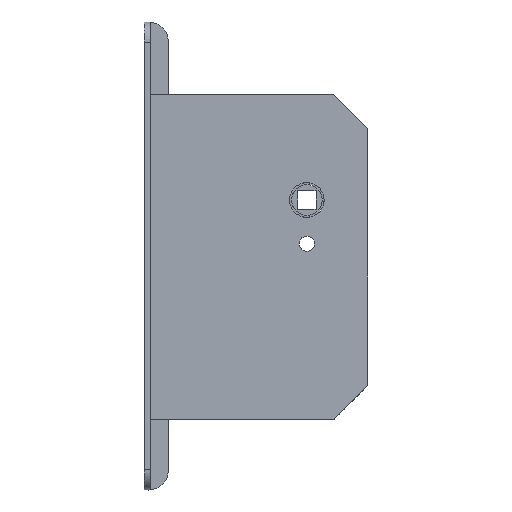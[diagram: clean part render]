
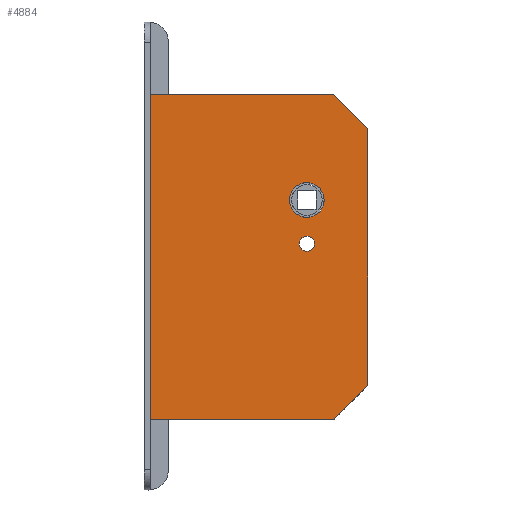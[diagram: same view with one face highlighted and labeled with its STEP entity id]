
A CAD part, top view. The second image highlights one B-rep face of the part: STEP entity #4884.
In plain terms, the highlighted planar face has unit normal (0, 0, 1).
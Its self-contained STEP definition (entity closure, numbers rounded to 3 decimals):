
#450 = CARTESIAN_POINT ( 'NONE',  ( -77., -108., 7.75 ) ) ;
#773 = CARTESIAN_POINT ( 'NONE',  ( 0., -21.5, 7.75 ) ) ;
#840 = VERTEX_POINT ( 'NONE', #11277 ) ;
#842 = EDGE_CURVE ( 'NONE', #8003, #6406, #10509, .T. ) ;
#865 = CARTESIAN_POINT ( 'NONE',  ( -77., 52., 7.75 ) ) ;
#964 = ORIENTED_EDGE ( 'NONE', *, *, #7245, .F. ) ;
#1209 = EDGE_CURVE ( 'NONE', #8068, #7535, #7534, .T. ) ;
#1226 = CARTESIAN_POINT ( 'NONE',  ( 0., 0., 7.75 ) ) ;
#1311 = DIRECTION ( 'NONE',  ( 0., 1., 0. ) ) ;
#1331 = CARTESIAN_POINT ( 'NONE',  ( -77., -108., 7.75 ) ) ;
#1334 = DIRECTION ( 'NONE',  ( -1., 0., 0. ) ) ;
#1472 = CARTESIAN_POINT ( 'NONE',  ( 0., -21.5, 7.75 ) ) ;
#1551 = CARTESIAN_POINT ( 'NONE',  ( 0., 0., 7.75 ) ) ;
#1830 = VECTOR ( 'NONE', #1334, 1000. ) ;
#1896 = CARTESIAN_POINT ( 'NONE',  ( 30., -91., 7.75 ) ) ;
#1954 = ORIENTED_EDGE ( 'NONE', *, *, #842, .F. ) ;
#2246 = CARTESIAN_POINT ( 'NONE',  ( 13., -108., 7.75 ) ) ;
#2266 = CARTESIAN_POINT ( 'NONE',  ( 8.5, 0., 7.75 ) ) ;
#2692 = ORIENTED_EDGE ( 'NONE', *, *, #11168, .T. ) ;
#3001 = LINE ( 'NONE', #8429, #5933 ) ;
#3141 = EDGE_LOOP ( 'NONE', ( #964, #5991 ) ) ;
#3226 = CARTESIAN_POINT ( 'NONE',  ( 3.75, -21.5, 7.75 ) ) ;
#3240 = DIRECTION ( 'NONE',  ( 1., 0., 0. ) ) ;
#3268 = DIRECTION ( 'NONE',  ( 1., 0., 0. ) ) ;
#3274 = ORIENTED_EDGE ( 'NONE', *, *, #6720, .T. ) ;
#3297 = FACE_BOUND ( 'NONE', #9188, .T. ) ;
#3391 = ORIENTED_EDGE ( 'NONE', *, *, #9246, .T. ) ;
#3645 = AXIS2_PLACEMENT_3D ( 'NONE', #1551, #8697, #3240 ) ;
#3968 = DIRECTION ( 'NONE',  ( 0., 0., 1. ) ) ;
#4039 = LINE ( 'NONE', #7457, #8029 ) ;
#4041 = AXIS2_PLACEMENT_3D ( 'NONE', #1226, #9361, #10078 ) ;
#4109 = VERTEX_POINT ( 'NONE', #3226 ) ;
#4114 = FACE_BOUND ( 'NONE', #3141, .T. ) ;
#4270 = DIRECTION ( 'NONE',  ( 0., 0., 1. ) ) ;
#4718 = AXIS2_PLACEMENT_3D ( 'NONE', #7661, #3968, #8477 ) ;
#4847 = VECTOR ( 'NONE', #5108, 1000. ) ;
#4884 = ADVANCED_FACE ( 'NONE', ( #4114, #7697, #3297 ), #11258, .T. ) ;
#4939 = LINE ( 'NONE', #7885, #4847 ) ;
#5084 = ORIENTED_EDGE ( 'NONE', *, *, #1209, .T. ) ;
#5108 = DIRECTION ( 'NONE',  ( 0., -1., 0. ) ) ;
#5165 = CARTESIAN_POINT ( 'NONE',  ( -8.5, 0., 7.75 ) ) ;
#5448 = CARTESIAN_POINT ( 'NONE',  ( 13., 52., 7.75 ) ) ;
#5454 = ORIENTED_EDGE ( 'NONE', *, *, #7483, .T. ) ;
#5522 = VERTEX_POINT ( 'NONE', #5448 ) ;
#5933 = VECTOR ( 'NONE', #6506, 1000. ) ;
#5991 = ORIENTED_EDGE ( 'NONE', *, *, #8471, .F. ) ;
#5992 = ORIENTED_EDGE ( 'NONE', *, *, #7480, .F. ) ;
#6406 = VERTEX_POINT ( 'NONE', #5165 ) ;
#6506 = DIRECTION ( 'NONE',  ( -0.707, 0.707, 0. ) ) ;
#6643 = VERTEX_POINT ( 'NONE', #10206 ) ;
#6662 = CARTESIAN_POINT ( 'NONE',  ( 13., -108., 7.75 ) ) ;
#6720 = EDGE_CURVE ( 'NONE', #6997, #6643, #4039, .T. ) ;
#6805 = EDGE_LOOP ( 'NONE', ( #5454, #3391, #5084, #9039, #3274, #2692 ) ) ;
#6965 = DIRECTION ( 'NONE',  ( 0., 0., 1. ) ) ;
#6997 = VERTEX_POINT ( 'NONE', #1896 ) ;
#7245 = EDGE_CURVE ( 'NONE', #840, #4109, #9715, .T. ) ;
#7315 = VECTOR ( 'NONE', #8467, 1000. ) ;
#7370 = CARTESIAN_POINT ( 'NONE',  ( 13., 52., 7.75 ) ) ;
#7457 = CARTESIAN_POINT ( 'NONE',  ( 30., -91., 7.75 ) ) ;
#7480 = EDGE_CURVE ( 'NONE', #6406, #8003, #8185, .T. ) ;
#7483 = EDGE_CURVE ( 'NONE', #5522, #10126, #8265, .T. ) ;
#7535 = VERTEX_POINT ( 'NONE', #6662 ) ;
#7534 = LINE ( 'NONE', #1331, #7315 ) ;
#7661 = CARTESIAN_POINT ( 'NONE',  ( 0., 0., 7.75 ) ) ;
#7697 = FACE_OUTER_BOUND ( 'NONE', #6805, .T. ) ;
#7790 = AXIS2_PLACEMENT_3D ( 'NONE', #1472, #6965, #10531 ) ;
#7885 = CARTESIAN_POINT ( 'NONE',  ( -77., 52., 7.75 ) ) ;
#8003 = VERTEX_POINT ( 'NONE', #2266 ) ;
#8029 = VECTOR ( 'NONE', #1311, 1000. ) ;
#8068 = VERTEX_POINT ( 'NONE', #450 ) ;
#8185 = CIRCLE ( 'NONE', #4041, 8.5 ) ;
#8265 = LINE ( 'NONE', #7370, #1830 ) ;
#8429 = CARTESIAN_POINT ( 'NONE',  ( 30., 35., 7.75 ) ) ;
#8467 = DIRECTION ( 'NONE',  ( 1., 0., 0. ) ) ;
#8471 = EDGE_CURVE ( 'NONE', #4109, #840, #8721, .T. ) ;
#8477 = DIRECTION ( 'NONE',  ( 1., 0., 0. ) ) ;
#8697 = DIRECTION ( 'NONE',  ( 0., 0., 1. ) ) ;
#8721 = CIRCLE ( 'NONE', #7790, 3.75 ) ;
#8730 = VECTOR ( 'NONE', #10316, 1000. ) ;
#8972 = AXIS2_PLACEMENT_3D ( 'NONE', #773, #4270, #3268 ) ;
#9039 = ORIENTED_EDGE ( 'NONE', *, *, #10875, .T. ) ;
#9188 = EDGE_LOOP ( 'NONE', ( #5992, #1954 ) ) ;
#9246 = EDGE_CURVE ( 'NONE', #10126, #8068, #4939, .T. ) ;
#9361 = DIRECTION ( 'NONE',  ( 0., 0., 1. ) ) ;
#9715 = CIRCLE ( 'NONE', #8972, 3.75 ) ;
#10078 = DIRECTION ( 'NONE',  ( 1., 0., 0. ) ) ;
#10126 = VERTEX_POINT ( 'NONE', #865 ) ;
#10206 = CARTESIAN_POINT ( 'NONE',  ( 30., 35., 7.75 ) ) ;
#10263 = LINE ( 'NONE', #2246, #8730 ) ;
#10316 = DIRECTION ( 'NONE',  ( 0.707, 0.707, 0. ) ) ;
#10509 = CIRCLE ( 'NONE', #4718, 8.5 ) ;
#10531 = DIRECTION ( 'NONE',  ( 1., 0., 0. ) ) ;
#10875 = EDGE_CURVE ( 'NONE', #7535, #6997, #10263, .T. ) ;
#11168 = EDGE_CURVE ( 'NONE', #6643, #5522, #3001, .T. ) ;
#11258 = PLANE ( 'NONE',  #3645 ) ;
#11277 = CARTESIAN_POINT ( 'NONE',  ( -3.75, -21.5, 7.75 ) ) ;
